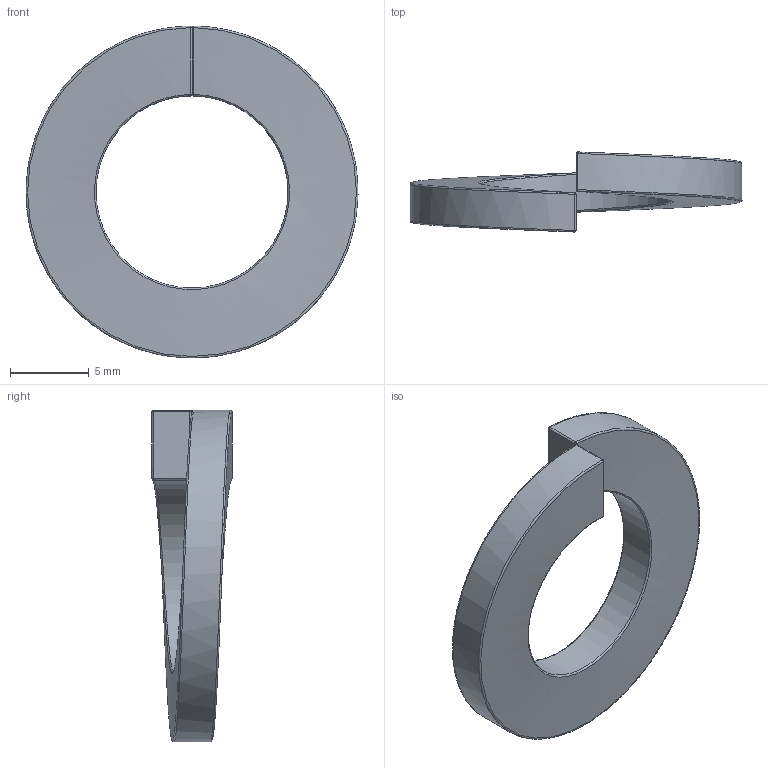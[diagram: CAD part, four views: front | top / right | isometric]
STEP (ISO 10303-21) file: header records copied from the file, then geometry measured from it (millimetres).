
FILE_DESCRIPTION (( 'STEP AP203' ), '1' );
FILE_NAME ('58319-240-12.step', '2019-12-19T08:42:01', ( '' ), ( '' ), 'SwSTEP 2.0', 'SolidWorks 2015', '' );
FILE_SCHEMA (( 'CONFIG_CONTROL_DESIGN' ));
Length unit declared in the file: millimetre
Products named in the file (2): 58319-240-12
Bounding box: 21.1 x 5.09 x 21.1 mm (x, y, z)
Volume: 581.5 mm3; surface area: 740.5 mm2
Topology: 1 solids, 1 shells, 284 faces, 744 edges, 489 vertices
Faces by surface type: plane 141, bspline 133, sphere 10
Entity records: 17011 total; most frequent: CARTESIAN_POINT 10854, ORIENTED_EDGE 1464, DIRECTION 800, EDGE_CURVE 732, VERTEX_POINT 480, LINE 450, VECTOR 450, EDGE_LOOP 310
